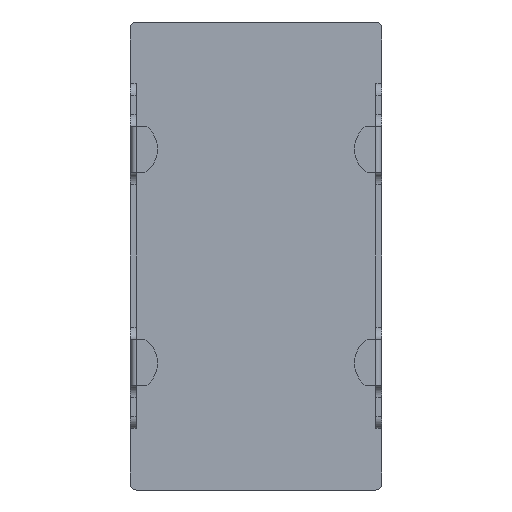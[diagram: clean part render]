
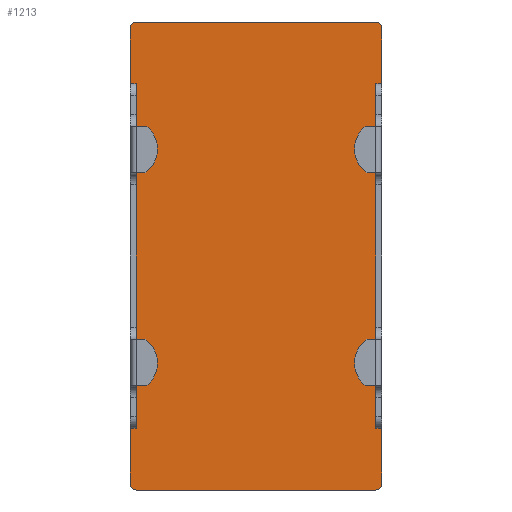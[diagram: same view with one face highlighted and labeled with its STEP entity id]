
A CAD part, front view. The second image highlights one B-rep face of the part: STEP entity #1213.
In plain terms, the highlighted planar face has unit normal (0, -1, 0).
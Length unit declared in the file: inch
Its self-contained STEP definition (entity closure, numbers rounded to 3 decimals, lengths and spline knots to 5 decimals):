
#103=FACE_OUTER_BOUND('',#165,.T.);
#165=EDGE_LOOP('',(#1042,#1043,#1044,#1045,#1046,#1047,#1048,#1049,#1050,
#1051,#1052,#1053,#1054,#1055,#1056,#1057));
#182=CIRCLE('',#1234,0.01);
#219=CIRCLE('',#1316,0.01);
#220=CIRCLE('',#1319,0.01);
#221=CIRCLE('',#1322,0.01);
#261=LINE('',#1813,#385);
#264=LINE('',#1818,#388);
#268=LINE('',#1826,#392);
#274=LINE('',#1843,#398);
#284=LINE('',#1867,#408);
#303=LINE('',#1920,#427);
#307=LINE('',#1928,#431);
#330=LINE('',#1991,#454);
#337=LINE('',#2059,#461);
#340=LINE('',#2076,#464);
#341=LINE('',#2077,#465);
#342=LINE('',#2079,#466);
#385=VECTOR('',#1427,0.0965);
#388=VECTOR('',#1430,0.0965);
#392=VECTOR('',#1438,0.01);
#398=VECTOR('',#1456,0.01);
#408=VECTOR('',#1478,0.594);
#427=VECTOR('',#1535,0.0965);
#431=VECTOR('',#1539,0.0965);
#454=VECTOR('',#1602,0.01);
#461=VECTOR('',#1629,0.413);
#464=VECTOR('',#1640,0.01);
#465=VECTOR('',#1641,0.594);
#466=VECTOR('',#1642,0.413);
#483=VERTEX_POINT('',#1723);
#484=VERTEX_POINT('',#1725);
#520=VERTEX_POINT('',#1810);
#521=VERTEX_POINT('',#1812);
#523=VERTEX_POINT('',#1817);
#525=VERTEX_POINT('',#1824);
#529=VERTEX_POINT('',#1840);
#552=VERTEX_POINT('',#1917);
#553=VERTEX_POINT('',#1919);
#556=VERTEX_POINT('',#1925);
#557=VERTEX_POINT('',#1927);
#577=VERTEX_POINT('',#1989);
#588=VERTEX_POINT('',#2047);
#589=VERTEX_POINT('',#2069);
#590=VERTEX_POINT('',#2075);
#591=VERTEX_POINT('',#2078);
#603=EDGE_CURVE('',#483,#484,#182,.T.);
#645=EDGE_CURVE('',#520,#521,#261,.T.);
#648=EDGE_CURVE('',#484,#523,#264,.T.);
#653=EDGE_CURVE('',#525,#523,#268,.T.);
#661=EDGE_CURVE('',#529,#520,#274,.T.);
#675=EDGE_CURVE('',#529,#525,#284,.T.);
#700=EDGE_CURVE('',#552,#553,#303,.T.);
#704=EDGE_CURVE('',#556,#557,#307,.T.);
#738=EDGE_CURVE('',#557,#577,#330,.T.);
#754=EDGE_CURVE('',#553,#588,#219,.T.);
#755=EDGE_CURVE('',#588,#483,#337,.T.);
#758=EDGE_CURVE('',#589,#556,#220,.T.);
#760=EDGE_CURVE('',#552,#590,#340,.T.);
#761=EDGE_CURVE('',#577,#590,#341,.T.);
#762=EDGE_CURVE('',#591,#589,#342,.T.);
#763=EDGE_CURVE('',#521,#591,#221,.T.);
#1042=ORIENTED_EDGE('',*,*,#755,.F.);
#1043=ORIENTED_EDGE('',*,*,#754,.F.);
#1044=ORIENTED_EDGE('',*,*,#700,.F.);
#1045=ORIENTED_EDGE('',*,*,#760,.T.);
#1046=ORIENTED_EDGE('',*,*,#761,.F.);
#1047=ORIENTED_EDGE('',*,*,#738,.F.);
#1048=ORIENTED_EDGE('',*,*,#704,.F.);
#1049=ORIENTED_EDGE('',*,*,#758,.F.);
#1050=ORIENTED_EDGE('',*,*,#762,.F.);
#1051=ORIENTED_EDGE('',*,*,#763,.F.);
#1052=ORIENTED_EDGE('',*,*,#645,.F.);
#1053=ORIENTED_EDGE('',*,*,#661,.F.);
#1054=ORIENTED_EDGE('',*,*,#675,.T.);
#1055=ORIENTED_EDGE('',*,*,#653,.T.);
#1056=ORIENTED_EDGE('',*,*,#648,.F.);
#1057=ORIENTED_EDGE('',*,*,#603,.F.);
#1159=PLANE('',#1321);
#1213=ADVANCED_FACE('',(#103),#1159,.F.);
#1234=AXIS2_PLACEMENT_3D('',#1726,#1356,#1357);
#1316=AXIS2_PLACEMENT_3D('',#2057,#1625,#1626);
#1319=AXIS2_PLACEMENT_3D('',#2071,#1633,#1634);
#1321=AXIS2_PLACEMENT_3D('',#2074,#1638,#1639);
#1322=AXIS2_PLACEMENT_3D('',#2080,#1643,#1644);
#1356=DIRECTION('center_axis',(0.,1.,0.));
#1357=DIRECTION('ref_axis',(1.,0.,0.));
#1427=DIRECTION('',(0.,0.,1.));
#1430=DIRECTION('',(0.,0.,1.));
#1438=DIRECTION('',(-1.,0.,0.));
#1456=DIRECTION('',(-1.,0.,0.));
#1478=DIRECTION('',(0.,0.,-1.));
#1535=DIRECTION('',(0.,0.,-1.));
#1539=DIRECTION('',(0.,0.,-1.));
#1602=DIRECTION('',(-1.,0.,0.));
#1625=DIRECTION('center_axis',(0.,1.,0.));
#1626=DIRECTION('ref_axis',(1.,0.,0.));
#1629=DIRECTION('',(-1.,0.,0.));
#1633=DIRECTION('center_axis',(0.,1.,0.));
#1634=DIRECTION('ref_axis',(1.,0.,0.));
#1638=DIRECTION('center_axis',(0.,1.,0.));
#1639=DIRECTION('ref_axis',(0.,0.,1.));
#1640=DIRECTION('',(-1.,0.,0.));
#1641=DIRECTION('',(0.,0.,-1.));
#1642=DIRECTION('',(1.,0.,0.));
#1643=DIRECTION('center_axis',(0.,1.,0.));
#1644=DIRECTION('ref_axis',(1.,0.,0.));
#1723=CARTESIAN_POINT('',(-0.2065,0.,-0.4035));
#1725=CARTESIAN_POINT('',(-0.2165,0.,-0.3935));
#1726=CARTESIAN_POINT('Origin',(-0.2065,0.,-0.3935));
#1810=CARTESIAN_POINT('',(-0.2165,0.,0.297));
#1812=CARTESIAN_POINT('',(-0.2165,0.,0.3935));
#1813=CARTESIAN_POINT('',(-0.2165,0.,-0.3935));
#1817=CARTESIAN_POINT('',(-0.2165,0.,-0.297));
#1818=CARTESIAN_POINT('',(-0.2165,0.,-0.3935));
#1824=CARTESIAN_POINT('',(-0.2065,0.,-0.297));
#1826=CARTESIAN_POINT('',(0.2165,0.,-0.297));
#1840=CARTESIAN_POINT('',(-0.2065,0.,0.297));
#1843=CARTESIAN_POINT('',(0.2165,0.,0.297));
#1867=CARTESIAN_POINT('',(-0.2065,0.,0.4135));
#1917=CARTESIAN_POINT('',(0.2165,0.,-0.297));
#1919=CARTESIAN_POINT('',(0.2165,0.,-0.3935));
#1920=CARTESIAN_POINT('',(0.2165,0.,0.3935));
#1925=CARTESIAN_POINT('',(0.2165,0.,0.3935));
#1927=CARTESIAN_POINT('',(0.2165,0.,0.297));
#1928=CARTESIAN_POINT('',(0.2165,0.,0.3935));
#1989=CARTESIAN_POINT('',(0.2065,0.,0.297));
#1991=CARTESIAN_POINT('',(0.2165,0.,0.297));
#2047=CARTESIAN_POINT('',(0.2065,0.,-0.4035));
#2057=CARTESIAN_POINT('Origin',(0.2065,0.,-0.3935));
#2059=CARTESIAN_POINT('',(0.2065,0.,-0.4035));
#2069=CARTESIAN_POINT('',(0.2065,0.,0.4035));
#2071=CARTESIAN_POINT('Origin',(0.2065,0.,0.3935));
#2074=CARTESIAN_POINT('Origin',(-0.2065,0.,-0.3935));
#2075=CARTESIAN_POINT('',(0.2065,0.,-0.297));
#2076=CARTESIAN_POINT('',(0.2165,0.,-0.297));
#2077=CARTESIAN_POINT('',(0.2065,0.,0.4135));
#2078=CARTESIAN_POINT('',(-0.2065,0.,0.4035));
#2079=CARTESIAN_POINT('',(-0.2065,0.,0.4035));
#2080=CARTESIAN_POINT('Origin',(-0.2065,0.,0.3935));
